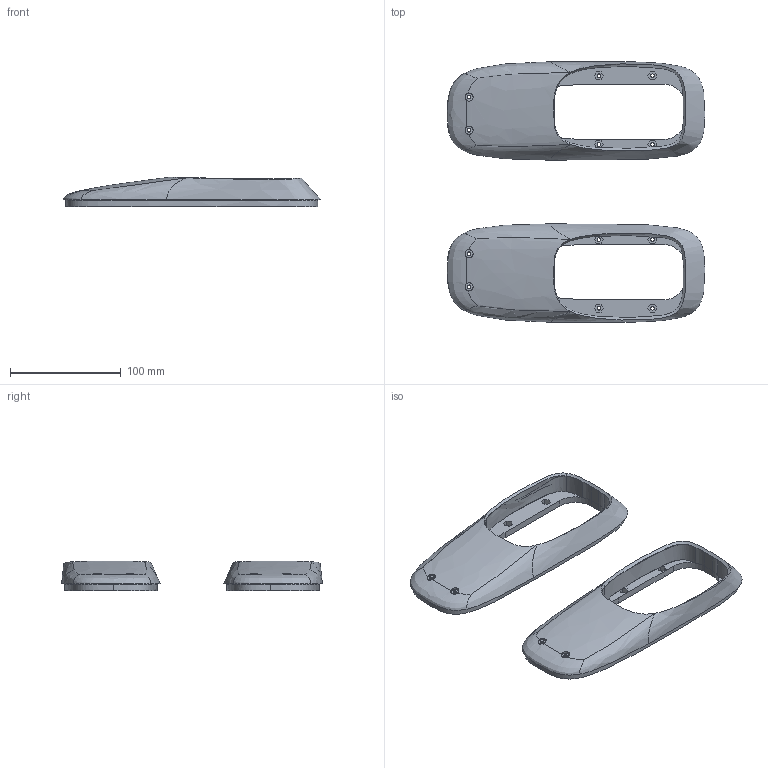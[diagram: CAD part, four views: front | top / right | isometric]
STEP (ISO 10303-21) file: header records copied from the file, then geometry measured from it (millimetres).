
FILE_DESCRIPTION(/* description */ (''),/* implementation_level */ '2;1');
FILE_NAME(/* name */ '脚背',/* time_stamp */ '2025-05-16T17:23:16+08:00',/* author */ (''),/* organization */ (''),/* preprocessor_version */ 'ST-DEVELOPER v19.2',/* originating_system */ 'Rhino 8.17',/* authorisation */ '');
FILE_SCHEMA (('CONFIG_CONTROL_DESIGN'));
Length unit declared in the file: centimetre
Products named in the file (1): Document
Bounding box: 232.61 x 235.7 x 26.67 mm (x, y, z)
Volume: 358326 mm3; surface area: 200503.1 mm2
Topology: 8 solids, 10 shells, 226 faces, 664 edges, 448 vertices
Faces by surface type: bspline 92, plane 82, cylinder 52
Entity records: 22552 total; most frequent: CARTESIAN_POINT 17789, ORIENTED_EDGE 1284, EDGE_CURVE 664, B_SPLINE_CURVE_WITH_KNOTS 584, VERTEX_POINT 448, DIRECTION 300, EDGE_LOOP 276, ADVANCED_FACE 226
